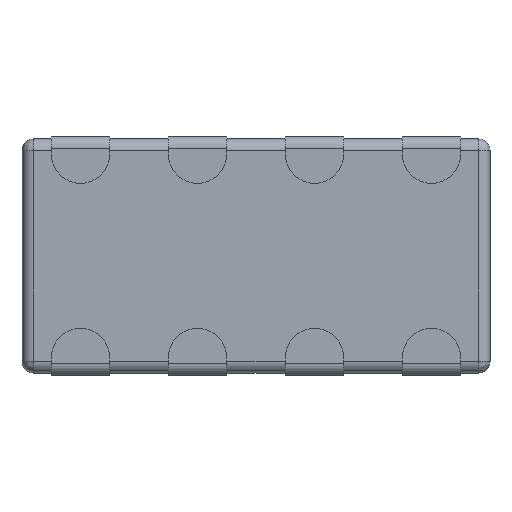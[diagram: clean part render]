
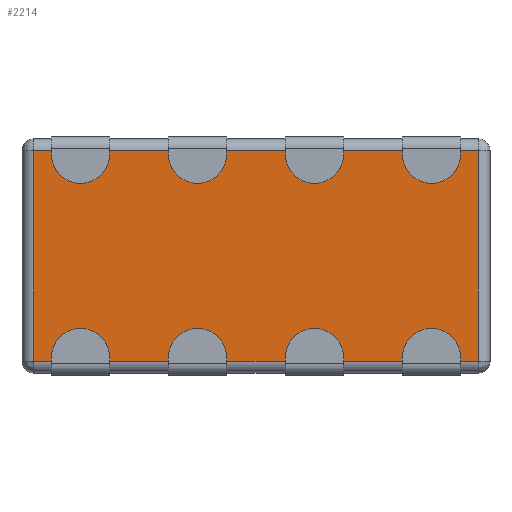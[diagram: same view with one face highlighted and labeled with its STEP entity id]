
A CAD part, top view. The second image highlights one B-rep face of the part: STEP entity #2214.
In plain terms, the highlighted planar face has unit normal (0, 0, 1).
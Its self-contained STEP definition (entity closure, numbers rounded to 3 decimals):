
#33 = CARTESIAN_POINT ( 'NONE',  ( 0.95, 0.5, 0.49 ) ) ;
#131 = LINE ( 'NONE', #3928, #1559 ) ;
#135 = VECTOR ( 'NONE', #1316, 1000. ) ;
#416 = ORIENTED_EDGE ( 'NONE', *, *, #1332, .T. ) ;
#564 = ORIENTED_EDGE ( 'NONE', *, *, #1636, .T. ) ;
#746 = FACE_OUTER_BOUND ( 'NONE', #2444, .T. ) ;
#768 = PLANE ( 'NONE',  #3133 ) ;
#1147 = CARTESIAN_POINT ( 'NONE',  ( -1., 0.45, 0.49 ) ) ;
#1248 = LINE ( 'NONE', #4077, #2814 ) ;
#1299 = EDGE_CURVE ( 'NONE', #3937, #3753, #1339, .T. ) ;
#1316 = DIRECTION ( 'NONE',  ( 0., 1., 0. ) ) ;
#1332 = EDGE_CURVE ( 'NONE', #3753, #2027, #2048, .T. ) ;
#1339 = LINE ( 'NONE', #33, #135 ) ;
#1396 = DIRECTION ( 'NONE',  ( 1., 0., 0. ) ) ;
#1515 = CARTESIAN_POINT ( 'NONE',  ( 0.95, -0.45, 0.49 ) ) ;
#1559 = VECTOR ( 'NONE', #1396, 1000. ) ;
#1636 = EDGE_CURVE ( 'NONE', #1697, #3937, #131, .T. ) ;
#1697 = VERTEX_POINT ( 'NONE', #3153 ) ;
#1762 = CARTESIAN_POINT ( 'NONE',  ( -1., 0.5, 0.49 ) ) ;
#1871 = DIRECTION ( 'NONE',  ( 0., -1., 0. ) ) ;
#2010 = DIRECTION ( 'NONE',  ( 1., 0., 0. ) ) ;
#2027 = VERTEX_POINT ( 'NONE', #2240 ) ;
#2048 = LINE ( 'NONE', #1147, #2677 ) ;
#2214 = ADVANCED_FACE ( 'NONE', ( #746 ), #768, .T. ) ;
#2240 = CARTESIAN_POINT ( 'NONE',  ( -0.95, 0.45, 0.49 ) ) ;
#2250 = ORIENTED_EDGE ( 'NONE', *, *, #3372, .T. ) ;
#2444 = EDGE_LOOP ( 'NONE', ( #564, #3019, #416, #2250 ) ) ;
#2507 = CARTESIAN_POINT ( 'NONE',  ( 0.95, 0.45, 0.49 ) ) ;
#2677 = VECTOR ( 'NONE', #3646, 1000. ) ;
#2814 = VECTOR ( 'NONE', #1871, 1000. ) ;
#3019 = ORIENTED_EDGE ( 'NONE', *, *, #1299, .T. ) ;
#3133 = AXIS2_PLACEMENT_3D ( 'NONE', #1762, #3987, #2010 ) ;
#3153 = CARTESIAN_POINT ( 'NONE',  ( -0.95, -0.45, 0.49 ) ) ;
#3372 = EDGE_CURVE ( 'NONE', #2027, #1697, #1248, .T. ) ;
#3646 = DIRECTION ( 'NONE',  ( -1., 0., 0. ) ) ;
#3753 = VERTEX_POINT ( 'NONE', #2507 ) ;
#3928 = CARTESIAN_POINT ( 'NONE',  ( -1., -0.45, 0.49 ) ) ;
#3937 = VERTEX_POINT ( 'NONE', #1515 ) ;
#3987 = DIRECTION ( 'NONE',  ( 0., 0., 1. ) ) ;
#4077 = CARTESIAN_POINT ( 'NONE',  ( -0.95, 0.5, 0.49 ) ) ;
